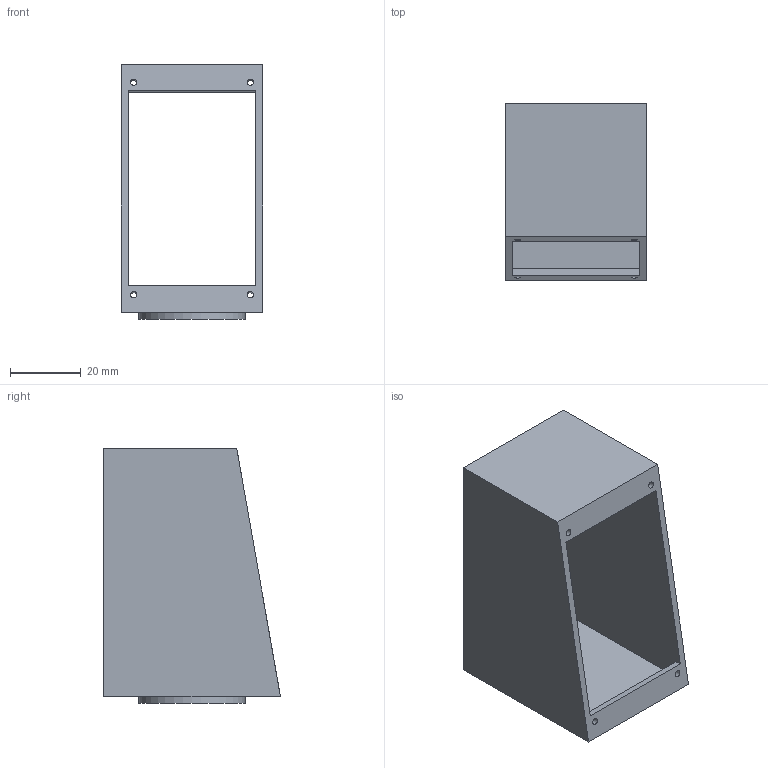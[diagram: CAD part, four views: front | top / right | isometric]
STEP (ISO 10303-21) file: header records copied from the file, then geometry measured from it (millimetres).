
FILE_DESCRIPTION(/* description */ (''),/* implementation_level */ '2;1');
FILE_NAME(/* name */ 'GearDisp2.stp',/* time_stamp */ '2024-04-23T14:32:32+08:00',/* author */ (''),/* organization */ (''),/* preprocessor_version */ 'ST-DEVELOPER v16.7',/* originating_system */ 'SIEMENS PLM Software NX 12.0',/* authorisation */ '');
FILE_SCHEMA (('AUTOMOTIVE_DESIGN { 1 0 10303 214 3 1 1 1 }'));
Length unit declared in the file: millimetre
Products named in the file (1): GearDisp
Bounding box: 40 x 50 x 72 mm (x, y, z)
Volume: 20770 mm3; surface area: 20398.2 mm2
Topology: 1 solids, 1 shells, 20 faces, 51 edges, 34 vertices
Faces by surface type: plane 15, cylinder 5
Full cylindrical faces by diameter (mm): 1.8 x4, 30 x1
Entity records: 624 total; most frequent: CARTESIAN_POINT 101, DIRECTION 98, ORIENTED_EDGE 92, EDGE_CURVE 46, LINE 36, VECTOR 36, EDGE_LOOP 36, VERTEX_POINT 34
